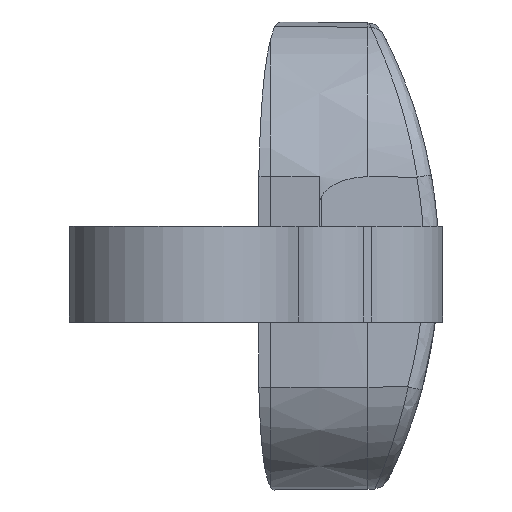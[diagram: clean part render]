
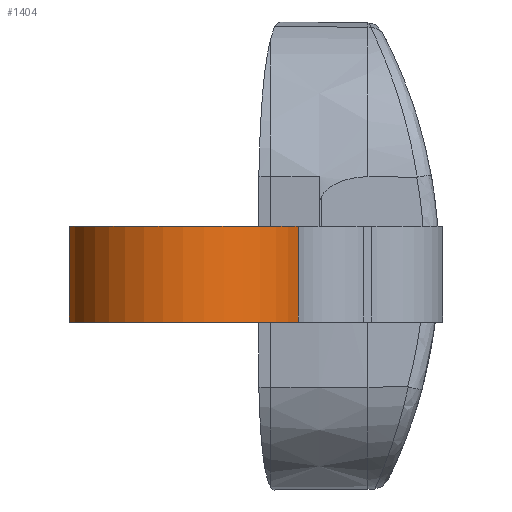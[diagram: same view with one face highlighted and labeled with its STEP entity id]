
A CAD part, left-side view. The second image highlights one B-rep face of the part: STEP entity #1404.
In plain terms, the highlighted cylindrical face has radius 18.75 mm (diameter 37.5 mm), a partial arc.
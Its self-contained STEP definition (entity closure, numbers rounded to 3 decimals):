
#217=CYLINDRICAL_SURFACE('',#1532,18.75);
#291=FACE_OUTER_BOUND('',#369,.T.);
#369=EDGE_LOOP('',(#1291,#1292,#1293,#1294));
#393=CIRCLE('',#1484,18.75);
#408=CIRCLE('',#1513,18.75);
#489=LINE('',#3180,#568);
#490=LINE('',#3182,#569);
#568=VECTOR('',#1815,25.);
#569=VECTOR('',#1818,25.);
#659=VERTEX_POINT('',#3041);
#660=VERTEX_POINT('',#3043);
#693=VERTEX_POINT('',#3139);
#694=VERTEX_POINT('',#3141);
#830=EDGE_CURVE('',#659,#660,#393,.T.);
#880=EDGE_CURVE('',#693,#694,#408,.T.);
#899=EDGE_CURVE('',#693,#660,#489,.T.);
#900=EDGE_CURVE('',#694,#659,#490,.T.);
#1291=ORIENTED_EDGE('',*,*,#880,.F.);
#1292=ORIENTED_EDGE('',*,*,#899,.T.);
#1293=ORIENTED_EDGE('',*,*,#830,.F.);
#1294=ORIENTED_EDGE('',*,*,#900,.F.);
#1404=ADVANCED_FACE('',(#291),#217,.T.);
#1484=AXIS2_PLACEMENT_3D('',#3044,#1671,#1672);
#1513=AXIS2_PLACEMENT_3D('',#3142,#1764,#1765);
#1532=AXIS2_PLACEMENT_3D('',#3181,#1816,#1817);
#1671=DIRECTION('center_axis',(0.,0.,-1.));
#1672=DIRECTION('ref_axis',(0.509,0.861,0.));
#1764=DIRECTION('center_axis',(0.,0.,1.));
#1765=DIRECTION('ref_axis',(0.509,0.861,0.));
#1815=DIRECTION('',(0.,0.,-1.));
#1816=DIRECTION('center_axis',(0.,0.,-1.));
#1817=DIRECTION('ref_axis',(-0.89,0.455,0.));
#1818=DIRECTION('',(0.,0.,-1.));
#3041=CARTESIAN_POINT('',(-7.5,15.315,-15.));
#3043=CARTESIAN_POINT('',(9.546,48.638,-15.));
#3044=CARTESIAN_POINT('Origin',(0.,32.5,-15.));
#3139=CARTESIAN_POINT('',(9.546,48.638,0.));
#3141=CARTESIAN_POINT('',(-7.5,15.315,0.));
#3142=CARTESIAN_POINT('Origin',(0.,32.5,0.));
#3180=CARTESIAN_POINT('',(9.546,48.638,0.));
#3181=CARTESIAN_POINT('Origin',(0.,32.5,0.));
#3182=CARTESIAN_POINT('',(-7.5,15.315,0.));
